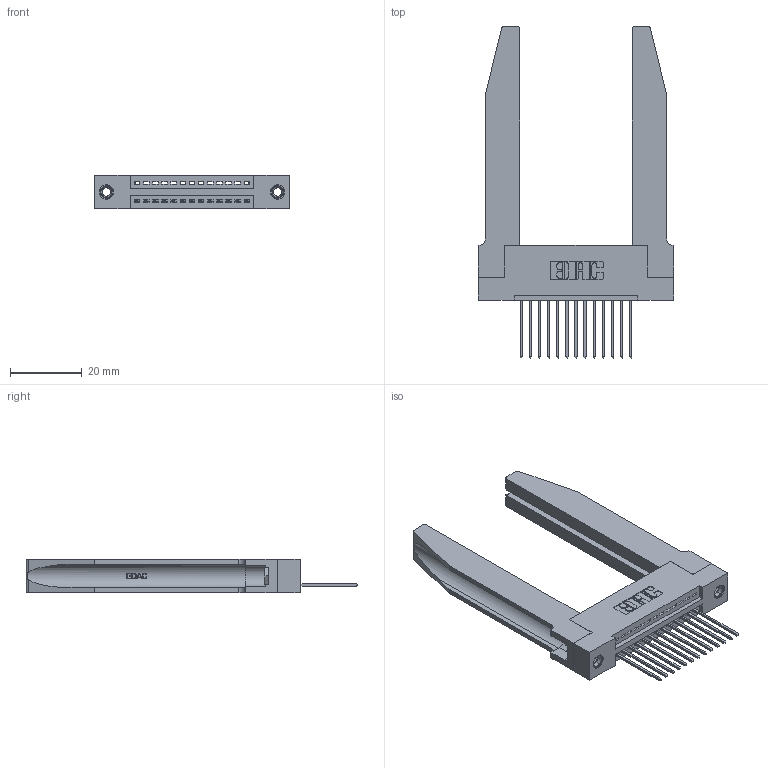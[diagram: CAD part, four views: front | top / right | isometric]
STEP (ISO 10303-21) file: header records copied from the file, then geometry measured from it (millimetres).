
FILE_DESCRIPTION (( 'STEP AP203' ), '1' );
FILE_NAME ('345-013-542-178.STEP', '2019-10-04T04:18:28', ( '' ), ( '' ), 'SwSTEP 2.0', 'SolidWorks 2016', '' );
FILE_SCHEMA (( 'CONFIG_CONTROL_DESIGN' ));
Length unit declared in the file: inch
Products named in the file (5): 345-250-001_345-250-001-102; 345 Part_Flush Mounting Lugs - 0.156 Dia-TH; 345-220-078_345-220-078; 345-013-542-178; 345-292-001_345-293-142
Assembly tree (18 placements, depth 2):
  345-013-542-178
    345 Part_Flush Mounting Lugs - 0.156 Dia-TH
    345-292-001_345-293-142  x13
    345-250-001_345-250-001-102  x2
    345-220-078_345-220-078  x2
Bounding box: 54.25 x 92.25 x 9.4 mm (x, y, z)
Volume: 12715 mm3; surface area: 13205.2 mm2
Topology: 18 solids, 18 shells, 1114 faces, 3237 edges, 2130 vertices
Faces by surface type: plane 742, cylinder 320, bspline 36, cone 12, torus 4
Entity records: 18446 total; most frequent: CARTESIAN_POINT 4094, ORIENTED_EDGE 2938, DIRECTION 2625, EDGE_CURVE 1469, VECTOR 1191, LINE 1191, VERTEX_POINT 972, AXIS2_PLACEMENT_3D 717
